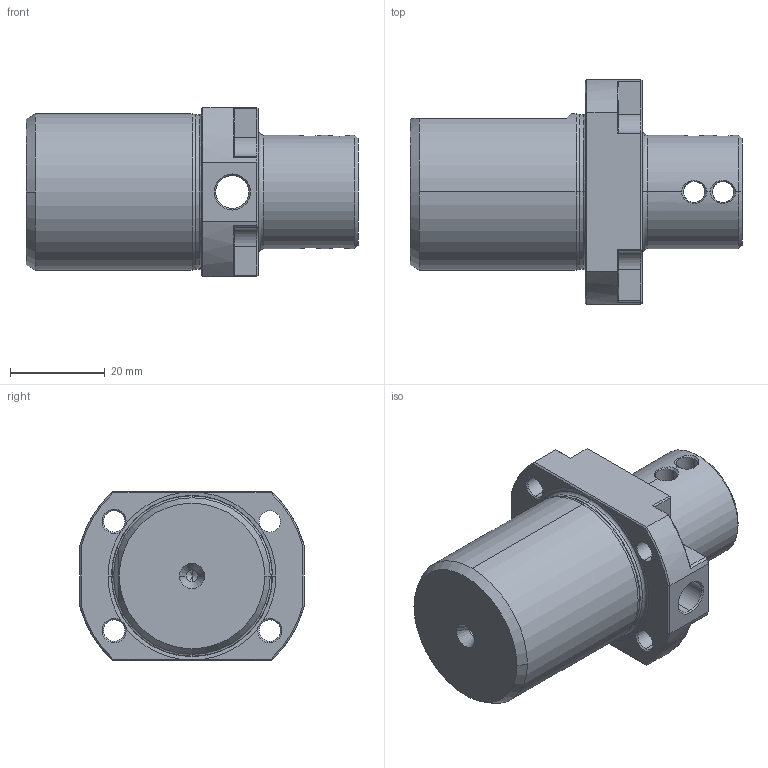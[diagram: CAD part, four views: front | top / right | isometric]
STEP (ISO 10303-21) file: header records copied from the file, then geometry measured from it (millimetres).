
FILE_DESCRIPTION (( 'STEP AP203' ), '1' );
FILE_NAME ('UMHB-RH1233HA20.step', '2023-06-20T13:48:41', ( '' ), ( '' ), 'SwSTEP 2.0', 'SolidWorks 2022', '' );
FILE_SCHEMA (( 'CONFIG_CONTROL_DESIGN' ));
Length unit declared in the file: millimetre
Products named in the file (1): UMHB-RH1233HA20
Bounding box: 70 x 47.4 x 35.7 mm (x, y, z)
Volume: 50688.5 mm3; surface area: 12890.3 mm2
Topology: 1 solids, 1 shells, 185 faces, 472 edges, 279 vertices
Faces by surface type: cone 67, plane 62, cylinder 50, bspline 6
Entity records: 6673 total; most frequent: CARTESIAN_POINT 2176, ORIENTED_EDGE 936, DIRECTION 927, EDGE_CURVE 468, AXIS2_PLACEMENT_3D 356, VERTEX_POINT 279, VECTOR 215, LINE 215
